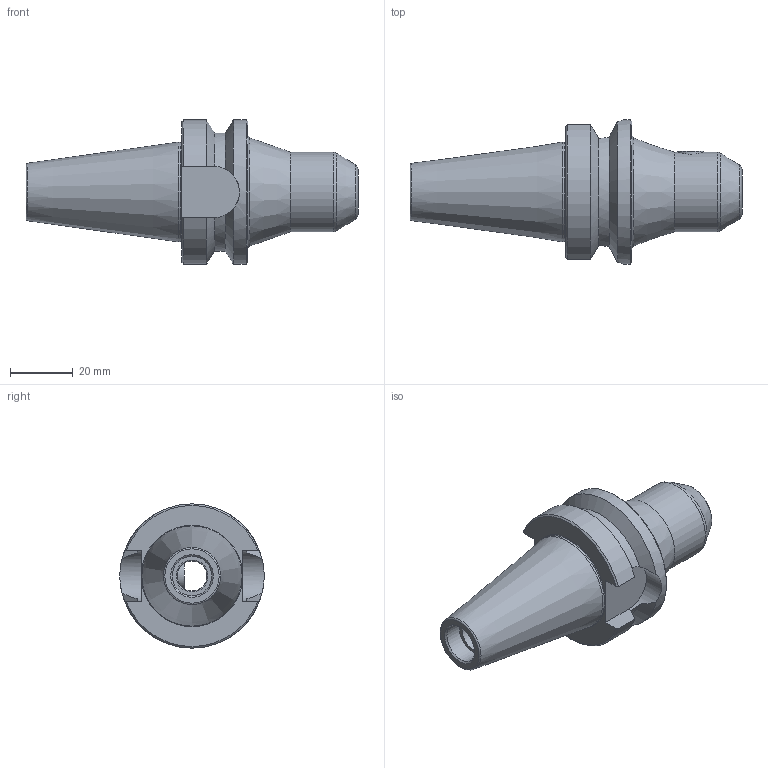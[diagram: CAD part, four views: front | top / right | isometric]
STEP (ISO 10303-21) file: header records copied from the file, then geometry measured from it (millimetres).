
FILE_DESCRIPTION(/* description */ (''),/* implementation_level */ '2;1');
FILE_NAME(/* name */ 'BT30-EM.375-2.25DT.step',/* time_stamp */ '2026-02-27T09:41:19-06:00',/* author */ (''),/* organization */ (''),/* preprocessor_version */ 'ST-DEVELOPER v20.1',/* originating_system */ 'Autodesk Translation Framework v14.24.0.0',/* authorisation */ '');
FILE_SCHEMA (('AUTOMOTIVE_DESIGN { 1 0 10303 214 3 1 1 }'));
Length unit declared in the file: inch
Products named in the file (3): BT30 DUAL CONTACT TEMPLATE FINALIZED; (Unsaved); BT30 SF.250-3.75 v3
Assembly tree (2 placements, depth 3):
  BT30 DUAL CONTACT TEMPLATE FINALIZED
    (Unsaved)
      BT30 SF.250-3.75 v3
Bounding box: 105.66 x 45.92 x 45.92 mm (x, y, z)
Volume: 64862.4 mm3; surface area: 15757.6 mm2
Topology: 1 solids, 1 shells, 56 faces, 136 edges, 88 vertices
Faces by surface type: plane 22, cylinder 16, cone 14, torus 4
Full cylindrical faces by diameter (mm): 8.433 x1, 9.525 x1, 10.16 x1, 11.049 x1, 12.548 x1, 25.4 x1, 31.75 x1, 45.923 x1
Entity records: 1909 total; most frequent: CARTESIAN_POINT 445, DIRECTION 298, ORIENTED_EDGE 272, EDGE_CURVE 136, AXIS2_PLACEMENT_3D 121, VERTEX_POINT 88, EDGE_LOOP 64, CIRCLE 60
